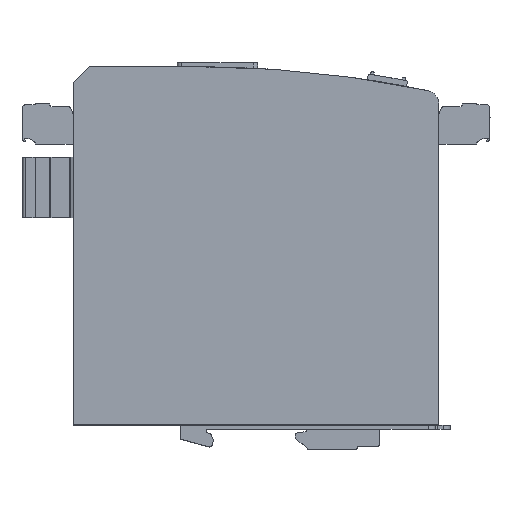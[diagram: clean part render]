
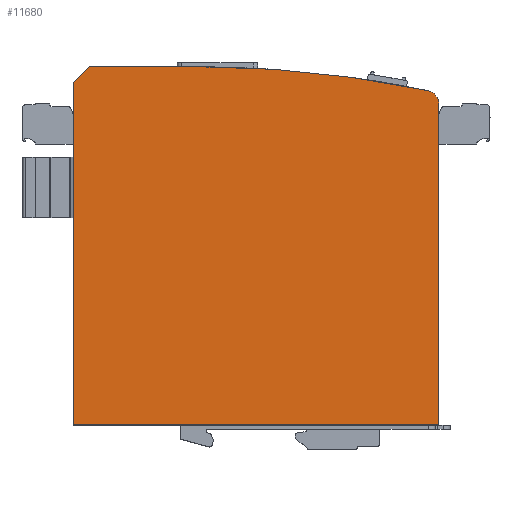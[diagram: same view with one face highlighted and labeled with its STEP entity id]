
A CAD part, top view. The second image highlights one B-rep face of the part: STEP entity #11680.
In plain terms, the highlighted planar face has unit normal (0, 0, 1).
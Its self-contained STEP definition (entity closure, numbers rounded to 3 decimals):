
#61 = CARTESIAN_POINT ( 'NONE',  ( 60., 115.512, 85. ) ) ;
#397 = CARTESIAN_POINT ( 'NONE',  ( -21., 128.9, 85. ) ) ;
#575 = VERTEX_POINT ( 'NONE', #397 ) ;
#591 = CARTESIAN_POINT ( 'NONE',  ( 61.025, 120.406, 85. ) ) ;
#602 = DIRECTION ( 'NONE',  ( -0.707, -0.707, 0. ) ) ;
#885 = CARTESIAN_POINT ( 'NONE',  ( -65., 1.5, 85. ) ) ;
#963 = CARTESIAN_POINT ( 'NONE',  ( -65., 1.5, 85. ) ) ;
#1185 = CARTESIAN_POINT ( 'NONE',  ( 60., 115.512, 85. ) ) ;
#1442 = AXIS2_PLACEMENT_3D ( 'NONE', #1185, #10332, #6224 ) ;
#1649 = VECTOR ( 'NONE', #7463, 1000. ) ;
#1947 = FACE_OUTER_BOUND ( 'NONE', #1987, .T. ) ;
#1987 = EDGE_LOOP ( 'NONE', ( #5584, #7457, #11960, #5022, #9264, #12526, #5072 ) ) ;
#2305 = EDGE_CURVE ( 'NONE', #12187, #10191, #6746, .T. ) ;
#2593 = EDGE_CURVE ( 'NONE', #575, #12187, #5252, .T. ) ;
#3188 = DIRECTION ( 'NONE',  ( 1., 0., 0. ) ) ;
#3223 = VECTOR ( 'NONE', #4386, 1000. ) ;
#3411 = CARTESIAN_POINT ( 'NONE',  ( 65., 1.5, 85. ) ) ;
#3607 = CARTESIAN_POINT ( 'NONE',  ( -59.3, 128.9, 85. ) ) ;
#3656 = VECTOR ( 'NONE', #602, 1000. ) ;
#3919 = DIRECTION ( 'NONE',  ( 0., 0., 1. ) ) ;
#3963 = EDGE_CURVE ( 'NONE', #10455, #4087, #5843, .T. ) ;
#4087 = VERTEX_POINT ( 'NONE', #12364 ) ;
#4231 = EDGE_CURVE ( 'NONE', #10191, #6452, #12427, .T. ) ;
#4239 = DIRECTION ( 'NONE',  ( 0., 0., -1. ) ) ;
#4386 = DIRECTION ( 'NONE',  ( -1., 0., 0. ) ) ;
#4817 = EDGE_CURVE ( 'NONE', #12355, #4087, #7279, .T. ) ;
#5022 = ORIENTED_EDGE ( 'NONE', *, *, #2593, .T. ) ;
#5072 = ORIENTED_EDGE ( 'NONE', *, *, #8631, .T. ) ;
#5252 = LINE ( 'NONE', #9352, #3223 ) ;
#5352 = CARTESIAN_POINT ( 'NONE',  ( -21., -271.4, 85. ) ) ;
#5509 = DIRECTION ( 'NONE',  ( 0., 1., 0. ) ) ;
#5584 = ORIENTED_EDGE ( 'NONE', *, *, #4817, .T. ) ;
#5843 = CIRCLE ( 'NONE', #1442, 5. ) ;
#6224 = DIRECTION ( 'NONE',  ( 1., 0., 0. ) ) ;
#6452 = VERTEX_POINT ( 'NONE', #963 ) ;
#6746 = LINE ( 'NONE', #3607, #3656 ) ;
#6879 = CARTESIAN_POINT ( 'NONE',  ( -65., 123.2, 85. ) ) ;
#7118 = CIRCLE ( 'NONE', #7318, 400.3 ) ;
#7279 = LINE ( 'NONE', #3411, #10038 ) ;
#7318 = AXIS2_PLACEMENT_3D ( 'NONE', #5352, #4239, #3188 ) ;
#7457 = ORIENTED_EDGE ( 'NONE', *, *, #3963, .F. ) ;
#7463 = DIRECTION ( 'NONE',  ( 0., -1., 0. ) ) ;
#7959 = LINE ( 'NONE', #885, #12426 ) ;
#8631 = EDGE_CURVE ( 'NONE', #6452, #12355, #7959, .T. ) ;
#9264 = ORIENTED_EDGE ( 'NONE', *, *, #2305, .T. ) ;
#9352 = CARTESIAN_POINT ( 'NONE',  ( -21., 128.9, 85. ) ) ;
#10038 = VECTOR ( 'NONE', #5509, 1000. ) ;
#10044 = DIRECTION ( 'NONE',  ( 1., 0., 0. ) ) ;
#10191 = VERTEX_POINT ( 'NONE', #6879 ) ;
#10291 = CARTESIAN_POINT ( 'NONE',  ( -59.3, 128.9, 85. ) ) ;
#10332 = DIRECTION ( 'NONE',  ( 0., 0., -1. ) ) ;
#10455 = VERTEX_POINT ( 'NONE', #591 ) ;
#10460 = CARTESIAN_POINT ( 'NONE',  ( -65., 123.2, 85. ) ) ;
#11498 = AXIS2_PLACEMENT_3D ( 'NONE', #61, #3919, #11957 ) ;
#11680 = ADVANCED_FACE ( 'NONE', ( #1947 ), #12879, .T. ) ;
#11773 = CARTESIAN_POINT ( 'NONE',  ( 65., 1.5, 85. ) ) ;
#11775 = EDGE_CURVE ( 'NONE', #575, #10455, #7118, .T. ) ;
#11957 = DIRECTION ( 'NONE',  ( 1., 0., 0. ) ) ;
#11960 = ORIENTED_EDGE ( 'NONE', *, *, #11775, .F. ) ;
#12187 = VERTEX_POINT ( 'NONE', #10291 ) ;
#12355 = VERTEX_POINT ( 'NONE', #11773 ) ;
#12364 = CARTESIAN_POINT ( 'NONE',  ( 65., 115.512, 85. ) ) ;
#12426 = VECTOR ( 'NONE', #10044, 1000. ) ;
#12427 = LINE ( 'NONE', #10460, #1649 ) ;
#12526 = ORIENTED_EDGE ( 'NONE', *, *, #4231, .T. ) ;
#12879 = PLANE ( 'NONE',  #11498 ) ;
